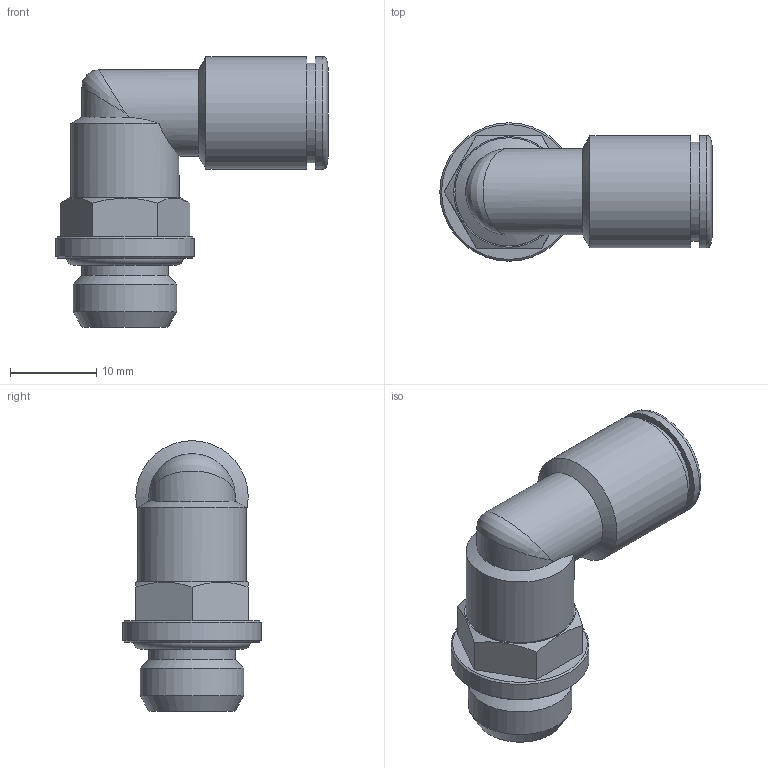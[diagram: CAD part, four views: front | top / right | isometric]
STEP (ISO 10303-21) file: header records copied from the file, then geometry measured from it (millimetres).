
FILE_DESCRIPTION(( 'MA.16.08.M12X1.5.STP' ), '1');
FILE_NAME( 'MA.16.08.M12X1.5.STP', '2018-10-01T09:19:39',( 'Sopra'),('sopra-pneumatic.com'), 'SwSTEP 2.0','SolidWorks 2009','' );
FILE_SCHEMA (('AUTOMOTIVE_DESIGN { 1 0 10303 214 1 1 1 1 }'));
Length unit declared in the file: millimetre
Products named in the file (5): Root; OR 9.5X2; ELEMENTO DI ROTAZIONE_0; 214609-N2; DR8-1_NEU
Assembly tree (4 placements, depth 2):
  Root
    OR 9.5X2
    ELEMENTO DI ROTAZIONE_0
    214609-N2
    DR8-1_NEU
Bounding box: 31.5 x 16 x 31.3 mm (x, y, z)
Volume: 3475 mm3; surface area: 4727.9 mm2
Topology: 4 solids, 4 shells, 69 faces, 147 edges, 89 vertices
Faces by surface type: cone 22, cylinder 22, plane 20, torus 4, bspline 1
Full cylindrical faces by diameter (mm): 5.5 x2, 6 x1, 7.5 x1, 8.1 x1, 8.2 x1, 9 x2, 10 x2, 10.1 x3, 11 x1, 11.5 x1, 11.6 x1, 12 x1, 12.5 x1, 13 x2, 16 x1
Entity records: 3564 total; most frequent: CARTESIAN_POINT 1355, DIRECTION 296, PRESENTATION_STYLE_ASSIGNMENT 176, COLOUR_RGB 175, DRAUGHTING_PRE_DEFINED_CURVE_FONT 172, CURVE_STYLE 172, OVER_RIDING_STYLED_ITEM 172, ORIENTED_EDGE 172
